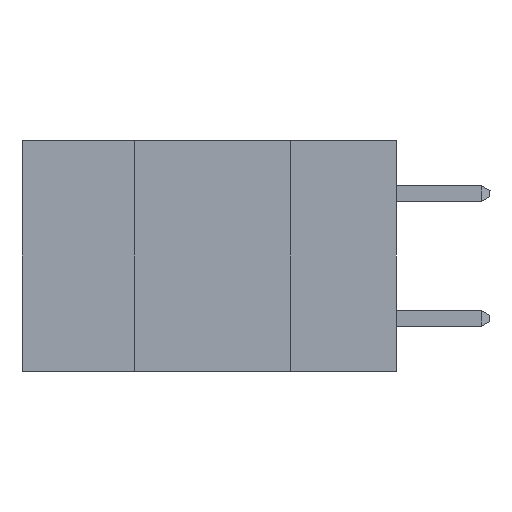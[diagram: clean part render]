
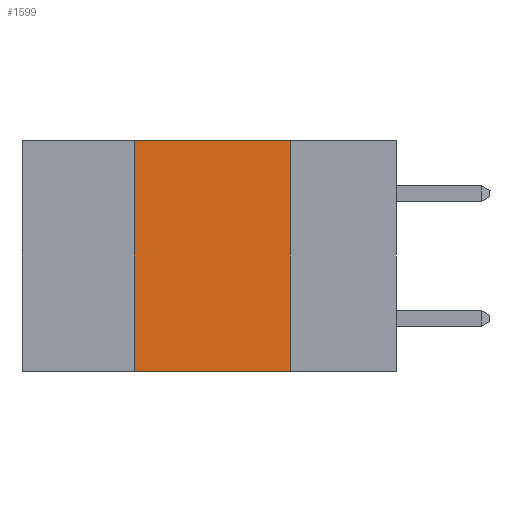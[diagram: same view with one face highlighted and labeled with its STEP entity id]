
A CAD part, left-side view. The second image highlights one B-rep face of the part: STEP entity #1599.
In plain terms, the highlighted planar face has unit normal (-1, 0, 0).
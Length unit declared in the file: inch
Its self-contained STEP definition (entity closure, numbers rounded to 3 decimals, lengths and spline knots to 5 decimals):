
#180 = CARTESIAN_POINT ( 'NONE',  ( 0., 0.42, 0. ) ) ;
#1007 = DIRECTION ( 'NONE',  ( 0., 0., -1. ) ) ;
#1117 = VERTEX_POINT ( 'NONE', #14115 ) ;
#1391 = VERTEX_POINT ( 'NONE', #12458 ) ;
#1599 = ADVANCED_FACE ( 'NONE', ( #5509 ), #8044, .F. ) ;
#1922 = AXIS2_PLACEMENT_3D ( 'NONE', #11272, #10433, #8050 ) ;
#2268 = EDGE_LOOP ( 'NONE', ( #9042, #12333, #2962, #10590 ) ) ;
#2962 = ORIENTED_EDGE ( 'NONE', *, *, #9744, .F. ) ;
#3868 = DIRECTION ( 'NONE',  ( 0., -1., 0. ) ) ;
#3915 = VECTOR ( 'NONE', #3868, 39.37008 ) ;
#4547 = EDGE_CURVE ( 'NONE', #1391, #1117, #13038, .T. ) ;
#4633 = LINE ( 'NONE', #6686, #5388 ) ;
#5388 = VECTOR ( 'NONE', #7888, 39.37008 ) ;
#5509 = FACE_OUTER_BOUND ( 'NONE', #2268, .T. ) ;
#5560 = VERTEX_POINT ( 'NONE', #180 ) ;
#6686 = CARTESIAN_POINT ( 'NONE',  ( 0., 0.6, 0. ) ) ;
#7308 = VECTOR ( 'NONE', #1007, 39.37008 ) ;
#7888 = DIRECTION ( 'NONE',  ( 0., -1., 0. ) ) ;
#8044 = PLANE ( 'NONE',  #1922 ) ;
#8050 = DIRECTION ( 'NONE',  ( 0., 0., -1. ) ) ;
#8197 = CARTESIAN_POINT ( 'NONE',  ( 0., 0.42, -0.37 ) ) ;
#9042 = ORIENTED_EDGE ( 'NONE', *, *, #4547, .F. ) ;
#9198 = CARTESIAN_POINT ( 'NONE',  ( 0., 0.42, 0. ) ) ;
#9405 = CARTESIAN_POINT ( 'NONE',  ( 0., 0.17, 0. ) ) ;
#9744 = EDGE_CURVE ( 'NONE', #10531, #5560, #11769, .T. ) ;
#10362 = LINE ( 'NONE', #12388, #3915 ) ;
#10433 = DIRECTION ( 'NONE',  ( 1., 0., 0. ) ) ;
#10439 = DIRECTION ( 'NONE',  ( 0., 0., 1. ) ) ;
#10531 = VERTEX_POINT ( 'NONE', #8197 ) ;
#10590 = ORIENTED_EDGE ( 'NONE', *, *, #11597, .T. ) ;
#11272 = CARTESIAN_POINT ( 'NONE',  ( 0., 0.6, 0. ) ) ;
#11399 = VECTOR ( 'NONE', #10439, 39.37008 ) ;
#11597 = EDGE_CURVE ( 'NONE', #10531, #1117, #10362, .T. ) ;
#11769 = LINE ( 'NONE', #9198, #11399 ) ;
#12333 = ORIENTED_EDGE ( 'NONE', *, *, #15256, .F. ) ;
#12388 = CARTESIAN_POINT ( 'NONE',  ( 0., 0.6, -0.37 ) ) ;
#12458 = CARTESIAN_POINT ( 'NONE',  ( 0., 0.17, 0. ) ) ;
#13038 = LINE ( 'NONE', #9405, #7308 ) ;
#14115 = CARTESIAN_POINT ( 'NONE',  ( 0., 0.17, -0.37 ) ) ;
#15256 = EDGE_CURVE ( 'NONE', #5560, #1391, #4633, .T. ) ;
